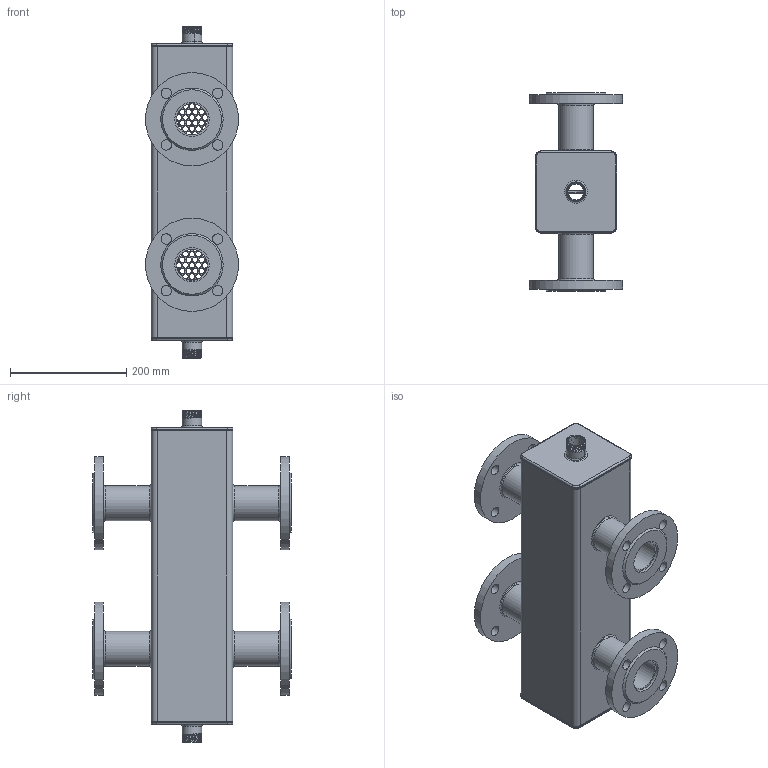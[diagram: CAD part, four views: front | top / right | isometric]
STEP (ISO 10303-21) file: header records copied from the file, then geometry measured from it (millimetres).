
FILE_DESCRIPTION(('STEP AP203'), '1');
FILE_NAME('GR-250-50F.00', '', ('UNSPECIFIED'), ('UNSPECIFIED'), 'ASCON STEP Converter 1.6', 'ASCON Math Kernel', '');
FILE_SCHEMA(('CONFIG_CONTROL_DESIGN'));
Length unit declared in the file: millimetre
Products named in the file (12): GR-250-50F.00; GR-250-50F.00.01; Êð(SS)-1õ140õ140-D30-R10.SEPAR; Êð-5õ135õ135-D30-R6; GRSS-250-50.03.02; Ð-Äó25-L33; ﾒ-DN50-L95-57x3,5; 1-50-10
Assembly tree (28 placements, depth 2):
  GR-250-50F.00
    GR-250-50F.00.01
    Êð(SS)-1õ140õ140-D30-R10.SEPAR
    Êð(SS)-1õ140õ140-D30-R10.SEPAR
    Êð-5õ135õ135-D30-R6  x2
    GRSS-250-50.03.02
    Ð-Äó25-L33  x2
    (unnamed)  x2
    ﾒ-DN50-L95-57x3,5  x4
    1-50-10  x4
    (unnamed)  x8
    (unnamed)  x2
Bounding box: 160 x 340 x 570 mm (x, y, z)
Volume: 2927583.3 mm3; surface area: 1163552.2 mm2
Topology: 28 solids, 28 shells, 536 faces, 1420 edges, 928 vertices
Faces by surface type: cylinder 348, plane 146, cone 20, bspline 12, torus 10
Full cylindrical faces by diameter (mm): 9.5 x210, 18 x16, 27.5 x2, 30 x6, 33.5 x2, 53 x4, 57 x8, 59 x8, 60 x12, 160 x4
Entity records: 20239 total; most frequent: CARTESIAN_POINT 5717, DIRECTION 2154, ORIENTED_EDGE 1680, EDGE_LOOP 1091, AXIS2_PLACEMENT_3D 948, EDGE_CURVE 840, VERTEX_POINT 712, FACE_BOUND 617
